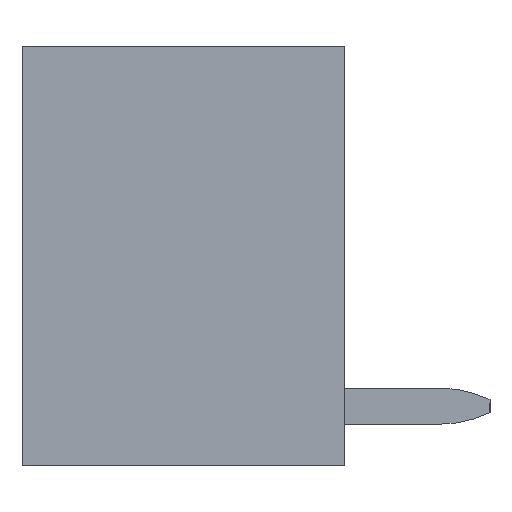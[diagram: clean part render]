
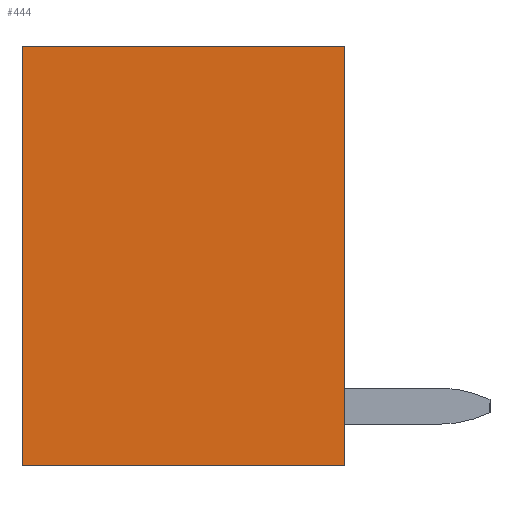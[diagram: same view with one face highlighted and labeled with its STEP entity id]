
A CAD part, left-side view. The second image highlights one B-rep face of the part: STEP entity #444.
In plain terms, the highlighted planar face has unit normal (-1, 0, 0).
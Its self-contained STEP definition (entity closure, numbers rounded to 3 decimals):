
#150 = VECTOR ( 'NONE', #4148, 1000. ) ;
#444 = ADVANCED_FACE ( 'NONE', ( #3928 ), #2050, .F. ) ;
#489 = LINE ( 'NONE', #1968, #150 ) ;
#520 = CARTESIAN_POINT ( 'NONE',  ( 0.35, -7.07, -9.2 ) ) ;
#671 = AXIS2_PLACEMENT_3D ( 'NONE', #2126, #3125, #5893 ) ;
#695 = DIRECTION ( 'NONE',  ( 0., 0., -1. ) ) ;
#741 = LINE ( 'NONE', #1300, #4120 ) ;
#1036 = LINE ( 'NONE', #1166, #5748 ) ;
#1166 = CARTESIAN_POINT ( 'NONE',  ( 0.35, 0., -7.25 ) ) ;
#1170 = ORIENTED_EDGE ( 'NONE', *, *, #3642, .F. ) ;
#1300 = CARTESIAN_POINT ( 'NONE',  ( 0.35, 0., 0. ) ) ;
#1895 = CARTESIAN_POINT ( 'NONE',  ( 0.35, 0., 0. ) ) ;
#1968 = CARTESIAN_POINT ( 'NONE',  ( 0.35, -2.01, -9.2 ) ) ;
#2050 = PLANE ( 'NONE',  #671 ) ;
#2109 = EDGE_CURVE ( 'NONE', #6154, #6172, #741, .T. ) ;
#2126 = CARTESIAN_POINT ( 'NONE',  ( 0.35, 0., 0. ) ) ;
#2731 = DIRECTION ( 'NONE',  ( 0., 0., -1. ) ) ;
#2838 = VERTEX_POINT ( 'NONE', #520 ) ;
#2854 = CARTESIAN_POINT ( 'NONE',  ( 0.35, -7.07, 0. ) ) ;
#2875 = DIRECTION ( 'NONE',  ( 0., -1., 0. ) ) ;
#2881 = VERTEX_POINT ( 'NONE', #5368 ) ;
#3125 = DIRECTION ( 'NONE',  ( 1., 0., 0. ) ) ;
#3642 = EDGE_CURVE ( 'NONE', #6172, #2838, #4922, .T. ) ;
#3928 = FACE_OUTER_BOUND ( 'NONE', #4847, .T. ) ;
#4120 = VECTOR ( 'NONE', #2875, 1000. ) ;
#4148 = DIRECTION ( 'NONE',  ( 0., -1., 0. ) ) ;
#4847 = EDGE_LOOP ( 'NONE', ( #6065, #1170, #4930, #6363 ) ) ;
#4922 = LINE ( 'NONE', #2854, #5418 ) ;
#4930 = ORIENTED_EDGE ( 'NONE', *, *, #2109, .F. ) ;
#5308 = EDGE_CURVE ( 'NONE', #2881, #2838, #489, .T. ) ;
#5368 = CARTESIAN_POINT ( 'NONE',  ( 0.35, 0., -9.2 ) ) ;
#5418 = VECTOR ( 'NONE', #695, 1000. ) ;
#5748 = VECTOR ( 'NONE', #2731, 1000. ) ;
#5893 = DIRECTION ( 'NONE',  ( 0., 0., -1. ) ) ;
#6065 = ORIENTED_EDGE ( 'NONE', *, *, #5308, .T. ) ;
#6154 = VERTEX_POINT ( 'NONE', #1895 ) ;
#6172 = VERTEX_POINT ( 'NONE', #6661 ) ;
#6363 = ORIENTED_EDGE ( 'NONE', *, *, #6608, .T. ) ;
#6608 = EDGE_CURVE ( 'NONE', #6154, #2881, #1036, .T. ) ;
#6661 = CARTESIAN_POINT ( 'NONE',  ( 0.35, -7.07, 0. ) ) ;
